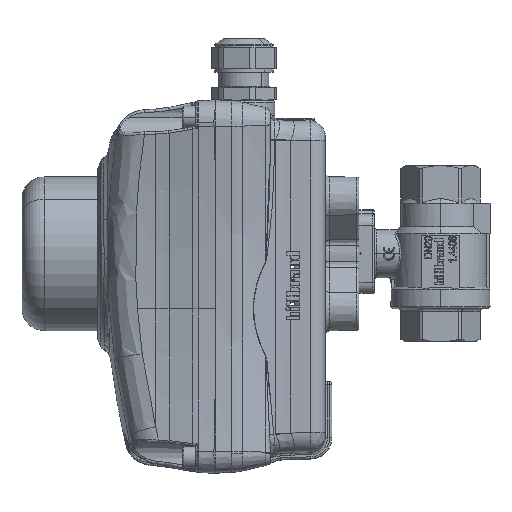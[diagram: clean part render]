
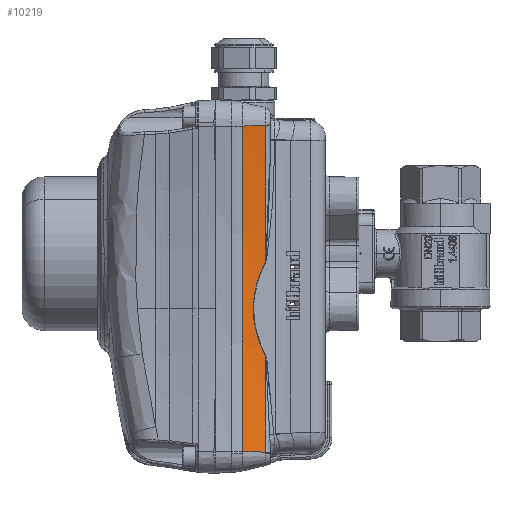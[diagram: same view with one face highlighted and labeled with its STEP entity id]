
A CAD part, left-side view. The second image highlights one B-rep face of the part: STEP entity #10219.
In plain terms, the highlighted conical face has half-angle 13 degrees and reference radius 573.45 mm.
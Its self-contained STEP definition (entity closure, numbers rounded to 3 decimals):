
#169 = CIRCLE ( 'NONE', #80538, 573.45 ) ;
#319 = CARTESIAN_POINT ( 'NONE',  ( -56.118, 84.956, -26.857 ) ) ;
#2081 = VECTOR ( 'NONE', #93819, 1000. ) ;
#2960 = CARTESIAN_POINT ( 'NONE',  ( -55.267, 79.575, -3.812 ) ) ;
#3090 = EDGE_CURVE ( 'NONE', #45820, #107121, #93761, .T. ) ;
#3282 = EDGE_CURVE ( 'NONE', #107121, #54012, #32987, .T. ) ;
#3488 = CARTESIAN_POINT ( 'NONE',  ( -56.118, 84.955, -25. ) ) ;
#3563 = VERTEX_POINT ( 'NONE', #40921 ) ;
#5389 = CARTESIAN_POINT ( 'NONE',  ( -56.118, 84.955, -25. ) ) ;
#6792 = DIRECTION ( 'NONE',  ( 0., -1., 0. ) ) ;
#9261 = DIRECTION ( 'NONE',  ( 0., 1., 0. ) ) ;
#10219 = ADVANCED_FACE ( 'NONE', ( #12645 ), #95929, .F. ) ;
#10257 = AXIS2_PLACEMENT_3D ( 'NONE', #111257, #94801, #60955 ) ;
#12645 = FACE_OUTER_BOUND ( 'NONE', #25663, .T. ) ;
#12695 = ORIENTED_EDGE ( 'NONE', *, *, #57849, .F. ) ;
#14525 = CARTESIAN_POINT ( 'NONE',  ( -55.891, 83.523, -35.92 ) ) ;
#15904 = CARTESIAN_POINT ( 'NONE',  ( -56.038, 84.453, -17.664 ) ) ;
#19164 = DIRECTION ( 'NONE',  ( 0., 1., 0. ) ) ;
#20512 = CARTESIAN_POINT ( 'NONE',  ( -55.893, 83.531, -14.107 ) ) ;
#21479 = CARTESIAN_POINT ( 'NONE',  ( -56.118, 84.955, -25.015 ) ) ;
#23541 = CARTESIAN_POINT ( 'NONE',  ( -55.744, 82.593, -39.485 ) ) ;
#24353 = ORIENTED_EDGE ( 'NONE', *, *, #29136, .F. ) ;
#24664 = CARTESIAN_POINT ( 'NONE',  ( -55.966, 83.994, -34.116 ) ) ;
#25663 = EDGE_LOOP ( 'NONE', ( #41537, #81246, #55756, #37062, #12695, #82730, #92169, #108605, #24353, #104803 ) ) ;
#28313 = EDGE_CURVE ( 'NONE', #30624, #105258, #37292, .T. ) ;
#29136 = EDGE_CURVE ( 'NONE', #54012, #53502, #58432, .T. ) ;
#29931 = CIRCLE ( 'NONE', #75629, 573.45 ) ;
#30624 = VERTEX_POINT ( 'NONE', #91686 ) ;
#31057 = CARTESIAN_POINT ( 'NONE',  ( -55.267, 79.575, -46.188 ) ) ;
#31296 = EDGE_CURVE ( 'NONE', #39980, #105458, #107897, .T. ) ;
#31812 = CARTESIAN_POINT ( 'NONE',  ( -55.531, 81.241, -42.897 ) ) ;
#32987 = CIRCLE ( 'NONE', #10257, 571.114 ) ;
#37062 = ORIENTED_EDGE ( 'NONE', *, *, #31296, .F. ) ;
#37292 = B_SPLINE_CURVE_WITH_KNOTS ( 'NONE', 3,
 ( #76808, #15904, #42204, #101952, #51610 ),
 .UNSPECIFIED., .F., .F.,
 ( 4, 1, 4 ),
 ( 0., 0.999, 1. ),
 .UNSPECIFIED. ) ;
#38915 = CARTESIAN_POINT ( 'NONE',  ( -58.578, 79.575, -90.061 ) ) ;
#39980 = VERTEX_POINT ( 'NONE', #41252 ) ;
#40921 = CARTESIAN_POINT ( 'NONE',  ( -55.267, 79.575, -46.188 ) ) ;
#41252 = CARTESIAN_POINT ( 'NONE',  ( -56.118, 84.955, -25.046 ) ) ;
#41537 = ORIENTED_EDGE ( 'NONE', *, *, #3090, .F. ) ;
#42204 = CARTESIAN_POINT ( 'NONE',  ( -56.117, 84.95, -21.355 ) ) ;
#43913 = B_SPLINE_CURVE_WITH_KNOTS ( 'NONE', 3,
 ( #5389, #21479, #98872, #72980 ),
 .UNSPECIFIED., .F., .F.,
 ( 4, 4 ),
 ( 0., 1. ),
 .UNSPECIFIED. ) ;
#45067 = EDGE_CURVE ( 'NONE', #105458, #3563, #101949, .T. ) ;
#45820 = VERTEX_POINT ( 'NONE', #38915 ) ;
#46112 = CARTESIAN_POINT ( 'NONE',  ( -55.531, 81.242, -7.112 ) ) ;
#46806 = EDGE_CURVE ( 'NONE', #3563, #45820, #169, .T. ) ;
#51610 = CARTESIAN_POINT ( 'NONE',  ( -56.118, 84.955, -25. ) ) ;
#51719 = CARTESIAN_POINT ( 'NONE',  ( -56.118, 84.955, -25.046 ) ) ;
#53502 = VERTEX_POINT ( 'NONE', #54460 ) ;
#53641 = B_SPLINE_CURVE_WITH_KNOTS ( 'NONE', 3,
 ( #2960, #46112, #72017, #20512, #61870 ),
 .UNSPECIFIED., .F., .F.,
 ( 4, 1, 4 ),
 ( 0., 0.994, 1. ),
 .UNSPECIFIED. ) ;
#54012 = VERTEX_POINT ( 'NONE', #79986 ) ;
#54460 = CARTESIAN_POINT ( 'NONE',  ( -60.96, 79.575, 58.315 ) ) ;
#55756 = ORIENTED_EDGE ( 'NONE', *, *, #45067, .F. ) ;
#57849 = EDGE_CURVE ( 'NONE', #105258, #39980, #43913, .T. ) ;
#58432 = LINE ( 'NONE', #67534, #2081 ) ;
#60650 = CARTESIAN_POINT ( 'NONE',  ( -628.326, 79.575, -25. ) ) ;
#60955 = DIRECTION ( 'NONE',  ( -1., 0., 0. ) ) ;
#61870 = CARTESIAN_POINT ( 'NONE',  ( -55.893, 83.536, -14.127 ) ) ;
#66441 = CARTESIAN_POINT ( 'NONE',  ( -60.899, 89.693, -89.796 ) ) ;
#67534 = CARTESIAN_POINT ( 'NONE',  ( -63.855, 92.25, 57.89 ) ) ;
#70302 = DIRECTION ( 'NONE',  ( -1., 0., 0. ) ) ;
#71093 = AXIS2_PLACEMENT_3D ( 'NONE', #109267, #6792, #94643 ) ;
#72017 = CARTESIAN_POINT ( 'NONE',  ( -55.746, 82.601, -10.531 ) ) ;
#72980 = CARTESIAN_POINT ( 'NONE',  ( -56.118, 84.955, -25.046 ) ) ;
#75629 = AXIS2_PLACEMENT_3D ( 'NONE', #105959, #19164, #70302 ) ;
#76179 = CARTESIAN_POINT ( 'NONE',  ( -55.892, 83.526, -35.911 ) ) ;
#76549 = CARTESIAN_POINT ( 'NONE',  ( -56.079, 84.711, -30.474 ) ) ;
#76613 = CARTESIAN_POINT ( 'NONE',  ( -60.899, 89.693, -89.796 ) ) ;
#76808 = CARTESIAN_POINT ( 'NONE',  ( -55.893, 83.536, -14.127 ) ) ;
#77411 = CARTESIAN_POINT ( 'NONE',  ( -55.891, 83.523, -35.92 ) ) ;
#77475 = VERTEX_POINT ( 'NONE', #90838 ) ;
#79986 = CARTESIAN_POINT ( 'NONE',  ( -63.271, 89.693, 57.976 ) ) ;
#80538 = AXIS2_PLACEMENT_3D ( 'NONE', #60650, #9261, #87695 ) ;
#81246 = ORIENTED_EDGE ( 'NONE', *, *, #46806, .F. ) ;
#82730 = ORIENTED_EDGE ( 'NONE', *, *, #28313, .F. ) ;
#85170 = CARTESIAN_POINT ( 'NONE',  ( -55.891, 83.523, -35.92 ) ) ;
#87695 = DIRECTION ( 'NONE',  ( 1., 0., 0. ) ) ;
#90838 = CARTESIAN_POINT ( 'NONE',  ( -55.267, 79.575, -3.812 ) ) ;
#91628 = CARTESIAN_POINT ( 'NONE',  ( -58.578, 79.575, -90.061 ) ) ;
#91686 = CARTESIAN_POINT ( 'NONE',  ( -55.893, 83.536, -14.127 ) ) ;
#92169 = ORIENTED_EDGE ( 'NONE', *, *, #99954, .F. ) ;
#93761 = B_SPLINE_CURVE_WITH_KNOTS ( 'NONE', 1,
 ( #91628, #66441 ),
 .UNSPECIFIED., .F., .F.,
 ( 2, 2 ),
 ( 0., 1. ),
 .UNSPECIFIED. ) ;
#93819 = DIRECTION ( 'NONE',  ( 0.223, -0.974, 0.033 ) ) ;
#94643 = DIRECTION ( 'NONE',  ( -1., 0., 0. ) ) ;
#94801 = DIRECTION ( 'NONE',  ( 0., -1., 0. ) ) ;
#95929 = CONICAL_SURFACE ( 'NONE', #71093, 573.45, 0.227 ) ;
#98872 = CARTESIAN_POINT ( 'NONE',  ( -56.118, 84.955, -25.031 ) ) ;
#99954 = EDGE_CURVE ( 'NONE', #77475, #30624, #53641, .T. ) ;
#101949 = B_SPLINE_CURVE_WITH_KNOTS ( 'NONE', 3,
 ( #14525, #23541, #31812, #31057 ),
 .UNSPECIFIED., .F., .F.,
 ( 4, 4 ),
 ( 0., 1. ),
 .UNSPECIFIED. ) ;
#101952 = CARTESIAN_POINT ( 'NONE',  ( -56.118, 84.955, -24.997 ) ) ;
#104803 = ORIENTED_EDGE ( 'NONE', *, *, #3282, .F. ) ;
#105258 = VERTEX_POINT ( 'NONE', #3488 ) ;
#105458 = VERTEX_POINT ( 'NONE', #77411 ) ;
#105959 = CARTESIAN_POINT ( 'NONE',  ( -628.326, 79.575, -25. ) ) ;
#107121 = VERTEX_POINT ( 'NONE', #76613 ) ;
#107897 = B_SPLINE_CURVE_WITH_KNOTS ( 'NONE', 3,
 ( #51719, #319, #76549, #24664, #76179, #85170 ),
 .UNSPECIFIED., .F., .F.,
 ( 4, 1, 1, 4 ),
 ( 0., 0.496, 0.998, 1. ),
 .UNSPECIFIED. ) ;
#108605 = ORIENTED_EDGE ( 'NONE', *, *, #109633, .F. ) ;
#109267 = CARTESIAN_POINT ( 'NONE',  ( -628.326, 79.575, -25. ) ) ;
#109633 = EDGE_CURVE ( 'NONE', #53502, #77475, #29931, .T. ) ;
#111257 = CARTESIAN_POINT ( 'NONE',  ( -628.326, 89.693, -25. ) ) ;
